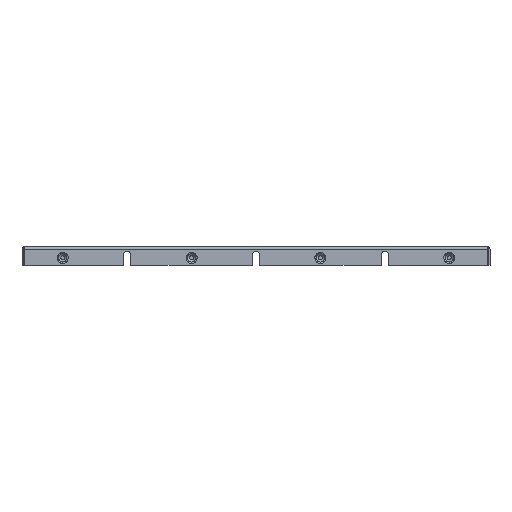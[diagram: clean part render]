
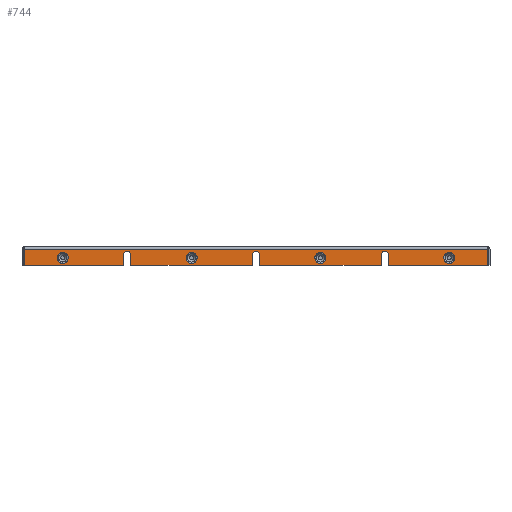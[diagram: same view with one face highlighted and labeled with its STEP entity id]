
A CAD part, front view. The second image highlights one B-rep face of the part: STEP entity #744.
In plain terms, the highlighted planar face has unit normal (0, -1, 0).
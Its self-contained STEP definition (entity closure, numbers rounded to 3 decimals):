
#744 = ADVANCED_FACE( '', ( #1624, #1625, #1626, #1627, #1628 ), #1629, .F. );
#1624 = FACE_BOUND( '', #2543, .T. );
#1625 = FACE_BOUND( '', #2544, .T. );
#1626 = FACE_BOUND( '', #2545, .T. );
#1627 = FACE_BOUND( '', #2546, .T. );
#1628 = FACE_OUTER_BOUND( '', #2547, .T. );
#1629 = PLANE( '', #2548 );
#2543 = EDGE_LOOP( '', ( #4428 ) );
#2544 = EDGE_LOOP( '', ( #4429 ) );
#2545 = EDGE_LOOP( '', ( #4430 ) );
#2546 = EDGE_LOOP( '', ( #4431 ) );
#2547 = EDGE_LOOP( '', ( #4432, #4433, #4434, #4435, #4436, #4437, #4438, #4439, #4440, #4441, #4442, #4443, #4444, #4445, #4446, #4447 ) );
#2548 = AXIS2_PLACEMENT_3D( '', #4448, #4449, #4450 );
#4428 = ORIENTED_EDGE( '', *, *, #5278, .T. );
#4429 = ORIENTED_EDGE( '', *, *, #5271, .T. );
#4430 = ORIENTED_EDGE( '', *, *, #4786, .T. );
#4431 = ORIENTED_EDGE( '', *, *, #5387, .T. );
#4432 = ORIENTED_EDGE( '', *, *, #5298, .T. );
#4433 = ORIENTED_EDGE( '', *, *, #5300, .T. );
#4434 = ORIENTED_EDGE( '', *, *, #5050, .T. );
#4435 = ORIENTED_EDGE( '', *, *, #5363, .F. );
#4436 = ORIENTED_EDGE( '', *, *, #4675, .F. );
#4437 = ORIENTED_EDGE( '', *, *, #5208, .F. );
#4438 = ORIENTED_EDGE( '', *, *, #5217, .F. );
#4439 = ORIENTED_EDGE( '', *, *, #4705, .F. );
#4440 = ORIENTED_EDGE( '', *, *, #4733, .F. );
#4441 = ORIENTED_EDGE( '', *, *, #4829, .T. );
#4442 = ORIENTED_EDGE( '', *, *, #5382, .F. );
#4443 = ORIENTED_EDGE( '', *, *, #5306, .F. );
#4444 = ORIENTED_EDGE( '', *, *, #5027, .T. );
#4445 = ORIENTED_EDGE( '', *, *, #4795, .T. );
#4446 = ORIENTED_EDGE( '', *, *, #5324, .T. );
#4447 = ORIENTED_EDGE( '', *, *, #5046, .F. );
#4448 = CARTESIAN_POINT( '', ( 0., -25.43, 0. ) );
#4449 = DIRECTION( '', ( 0., 1., 0. ) );
#4450 = DIRECTION( '', ( 0., 0., 1. ) );
#4675 = EDGE_CURVE( '', #5426, #5428, #5429, .T. );
#4705 = EDGE_CURVE( '', #5479, #5475, #5481, .T. );
#4733 = EDGE_CURVE( '', #5526, #5479, #5528, .T. );
#4786 = EDGE_CURVE( '', #5619, #5619, #5620, .T. );
#4795 = EDGE_CURVE( '', #5635, #5633, #5636, .T. );
#4829 = EDGE_CURVE( '', #5526, #5689, #5692, .T. );
#5027 = EDGE_CURVE( '', #6008, #5635, #6009, .T. );
#5046 = EDGE_CURVE( '', #6034, #6036, #6037, .T. );
#5050 = EDGE_CURVE( '', #6043, #6041, #6044, .T. );
#5208 = EDGE_CURVE( '', #6272, #5426, #6274, .T. );
#5217 = EDGE_CURVE( '', #5475, #6272, #6283, .T. );
#5271 = EDGE_CURVE( '', #6355, #6355, #6356, .T. );
#5278 = EDGE_CURVE( '', #6364, #6364, #6365, .T. );
#5298 = EDGE_CURVE( '', #6034, #6391, #6393, .T. );
#5300 = EDGE_CURVE( '', #6391, #6043, #6395, .T. );
#5306 = EDGE_CURVE( '', #6008, #6403, #6404, .T. );
#5324 = EDGE_CURVE( '', #5633, #6036, #6425, .T. );
#5363 = EDGE_CURVE( '', #5428, #6041, #6472, .T. );
#5382 = EDGE_CURVE( '', #6403, #5689, #6493, .T. );
#5387 = EDGE_CURVE( '', #6499, #6499, #6500, .T. );
#5426 = VERTEX_POINT( '', #6541 );
#5428 = VERTEX_POINT( '', #6544 );
#5429 = LINE( '', #6545, #6546 );
#5475 = VERTEX_POINT( '', #6605 );
#5479 = VERTEX_POINT( '', #6611 );
#5481 = LINE( '', #6614, #6615 );
#5526 = VERTEX_POINT( '', #6670 );
#5528 = LINE( '', #6672, #6673 );
#5619 = VERTEX_POINT( '', #6788 );
#5620 = CIRCLE( '', #6789, 0.604 );
#5633 = VERTEX_POINT( '', #6802 );
#5635 = VERTEX_POINT( '', #6805 );
#5636 = CIRCLE( '', #6806, 0.4 );
#5689 = VERTEX_POINT( '', #6871 );
#5692 = LINE( '', #6874, #6875 );
#6008 = VERTEX_POINT( '', #7296 );
#6009 = LINE( '', #7297, #7298 );
#6034 = VERTEX_POINT( '', #7331 );
#6036 = VERTEX_POINT( '', #7334 );
#6037 = LINE( '', #7335, #7336 );
#6041 = VERTEX_POINT( '', #7341 );
#6043 = VERTEX_POINT( '', #7344 );
#6044 = LINE( '', #7345, #7346 );
#6272 = VERTEX_POINT( '', #7654 );
#6274 = CIRCLE( '', #7657, 0.4 );
#6283 = LINE( '', #7669, #7670 );
#6355 = VERTEX_POINT( '', #7751 );
#6356 = CIRCLE( '', #7752, 0.604 );
#6364 = VERTEX_POINT( '', #7760 );
#6365 = CIRCLE( '', #7761, 0.604 );
#6391 = VERTEX_POINT( '', #7795 );
#6393 = LINE( '', #7798, #7799 );
#6395 = CIRCLE( '', #7801, 0.4 );
#6403 = VERTEX_POINT( '', #7809 );
#6404 = LINE( '', #7810, #7811 );
#6425 = LINE( '', #7838, #7839 );
#6472 = LINE( '', #7895, #7896 );
#6493 = LINE( '', #7924, #7925 );
#6499 = VERTEX_POINT( '', #7931 );
#6500 = CIRCLE( '', #7932, 0.604 );
#6541 = CARTESIAN_POINT( '', ( 13.6, -25.43, 1.1 ) );
#6544 = CARTESIAN_POINT( '', ( 13.6, -25.43, 0. ) );
#6545 = CARTESIAN_POINT( '', ( 13.6, -25.43, 1.1 ) );
#6546 = VECTOR( '', #7974, 1000. );
#6605 = CARTESIAN_POINT( '', ( 14.4, -25.43, 0. ) );
#6611 = CARTESIAN_POINT( '', ( 25.18, -25.43, 0. ) );
#6614 = CARTESIAN_POINT( '', ( 25.18, -25.43, 0. ) );
#6615 = VECTOR( '', #8009, 1000. );
#6670 = CARTESIAN_POINT( '', ( 25.18, -25.43, 1.75 ) );
#6672 = CARTESIAN_POINT( '', ( 25.18, -25.43, 1.959 ) );
#6673 = VECTOR( '', #8047, 1000. );
#6788 = CARTESIAN_POINT( '', ( -21., -25.43, 1.404 ) );
#6789 = AXIS2_PLACEMENT_3D( '', #8114, #8115, #8116 );
#6802 = CARTESIAN_POINT( '', ( -13.6, -25.43, 1.1 ) );
#6805 = CARTESIAN_POINT( '', ( -14.4, -25.43, 1.1 ) );
#6806 = AXIS2_PLACEMENT_3D( '', #8130, #8131, #8132 );
#6871 = CARTESIAN_POINT( '', ( -25.18, -25.43, 1.75 ) );
#6874 = CARTESIAN_POINT( '', ( 25.18, -25.43, 1.75 ) );
#6875 = VECTOR( '', #8178, 1000. );
#7296 = CARTESIAN_POINT( '', ( -14.4, -25.43, 0. ) );
#7297 = CARTESIAN_POINT( '', ( -14.4, -25.43, 0. ) );
#7298 = VECTOR( '', #8419, 1000. );
#7331 = CARTESIAN_POINT( '', ( -0.4, -25.43, 0. ) );
#7334 = CARTESIAN_POINT( '', ( -13.6, -25.43, 0. ) );
#7335 = CARTESIAN_POINT( '', ( 25.18, -25.43, 0. ) );
#7336 = VECTOR( '', #8438, 1000. );
#7341 = CARTESIAN_POINT( '', ( 0.4, -25.43, 0. ) );
#7344 = CARTESIAN_POINT( '', ( 0.4, -25.43, 1.1 ) );
#7345 = CARTESIAN_POINT( '', ( 0.4, -25.43, 1.1 ) );
#7346 = VECTOR( '', #8441, 1000. );
#7654 = CARTESIAN_POINT( '', ( 14.4, -25.43, 1.1 ) );
#7657 = AXIS2_PLACEMENT_3D( '', #8622, #8623, #8624 );
#7669 = CARTESIAN_POINT( '', ( 14.4, -25.43, 0. ) );
#7670 = VECTOR( '', #8628, 1000. );
#7751 = CARTESIAN_POINT( '', ( 7., -25.43, 1.404 ) );
#7752 = AXIS2_PLACEMENT_3D( '', #8698, #8699, #8700 );
#7760 = CARTESIAN_POINT( '', ( 21., -25.43, 1.404 ) );
#7761 = AXIS2_PLACEMENT_3D( '', #8704, #8705, #8706 );
#7795 = CARTESIAN_POINT( '', ( -0.4, -25.43, 1.1 ) );
#7798 = CARTESIAN_POINT( '', ( -0.4, -25.43, 0. ) );
#7799 = VECTOR( '', #8728, 1000. );
#7801 = AXIS2_PLACEMENT_3D( '', #8729, #8730, #8731 );
#7809 = CARTESIAN_POINT( '', ( -25.18, -25.43, 0. ) );
#7810 = CARTESIAN_POINT( '', ( 25.18, -25.43, 0. ) );
#7811 = VECTOR( '', #8738, 1000. );
#7838 = CARTESIAN_POINT( '', ( -13.6, -25.43, 1.1 ) );
#7839 = VECTOR( '', #8754, 1000. );
#7895 = CARTESIAN_POINT( '', ( 25.18, -25.43, 0. ) );
#7896 = VECTOR( '', #8776, 1000. );
#7924 = CARTESIAN_POINT( '', ( -25.18, -25.43, 1.959 ) );
#7925 = VECTOR( '', #8784, 1000. );
#7931 = CARTESIAN_POINT( '', ( -7., -25.43, 1.404 ) );
#7932 = AXIS2_PLACEMENT_3D( '', #8788, #8789, #8790 );
#7974 = DIRECTION( '', ( 0., 0., -1. ) );
#8009 = DIRECTION( '', ( -1., 0., 0. ) );
#8047 = DIRECTION( '', ( 0., 0., -1. ) );
#8114 = CARTESIAN_POINT( '', ( -21., -25.43, 0.8 ) );
#8115 = DIRECTION( '', ( 0., 1., 0. ) );
#8116 = DIRECTION( '', ( 0., 0., 1. ) );
#8130 = CARTESIAN_POINT( '', ( -14., -25.43, 1.1 ) );
#8131 = DIRECTION( '', ( 0., 1., 0. ) );
#8132 = DIRECTION( '', ( -1., 0., 0. ) );
#8178 = DIRECTION( '', ( -1., 0., 0. ) );
#8419 = DIRECTION( '', ( 0., 0., 1. ) );
#8438 = DIRECTION( '', ( -1., 0., 0. ) );
#8441 = DIRECTION( '', ( 0., 0., -1. ) );
#8622 = CARTESIAN_POINT( '', ( 14., -25.43, 1.1 ) );
#8623 = DIRECTION( '', ( 0., -1., 0. ) );
#8624 = DIRECTION( '', ( 1., 0., 0. ) );
#8628 = DIRECTION( '', ( 0., 0., 1. ) );
#8698 = CARTESIAN_POINT( '', ( 7., -25.43, 0.8 ) );
#8699 = DIRECTION( '', ( 0., 1., 0. ) );
#8700 = DIRECTION( '', ( 0., 0., 1. ) );
#8704 = CARTESIAN_POINT( '', ( 21., -25.43, 0.8 ) );
#8705 = DIRECTION( '', ( 0., 1., 0. ) );
#8706 = DIRECTION( '', ( 0., 0., 1. ) );
#8728 = DIRECTION( '', ( 0., 0., 1. ) );
#8729 = CARTESIAN_POINT( '', ( 0., -25.43, 1.1 ) );
#8730 = DIRECTION( '', ( 0., 1., 0. ) );
#8731 = DIRECTION( '', ( -1., 0., 0. ) );
#8738 = DIRECTION( '', ( -1., 0., 0. ) );
#8754 = DIRECTION( '', ( 0., 0., -1. ) );
#8776 = DIRECTION( '', ( -1., 0., 0. ) );
#8784 = DIRECTION( '', ( 0., 0., 1. ) );
#8788 = CARTESIAN_POINT( '', ( -7., -25.43, 0.8 ) );
#8789 = DIRECTION( '', ( 0., 1., 0. ) );
#8790 = DIRECTION( '', ( 0., 0., 1. ) );
